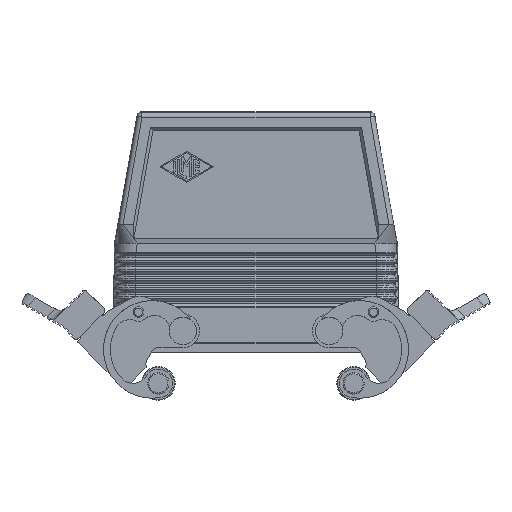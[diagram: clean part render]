
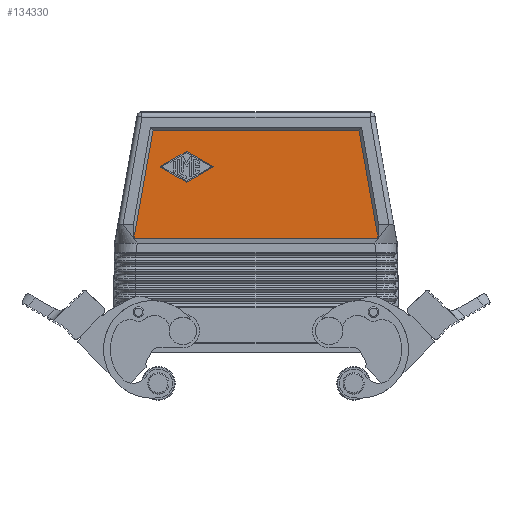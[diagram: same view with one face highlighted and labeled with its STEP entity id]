
A CAD part, left-side view. The second image highlights one B-rep face of the part: STEP entity #134330.
In plain terms, the highlighted planar face has unit normal (-1, 0, 0).
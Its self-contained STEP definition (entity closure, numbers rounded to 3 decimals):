
#132640=CARTESIAN_POINT('',(374.083,50.926,
70.233));
#132650=VERTEX_POINT('',#132640);
#132820=CARTESIAN_POINT('',(374.083,-16.613,
70.233));
#132830=VERTEX_POINT('',#132820);
#132860=CARTESIAN_POINT('',(374.083,44.373,
70.233));
#132870=DIRECTION('',(0.,1.,0.));
#132880=VECTOR('',#132870,1.);
#132890=LINE('',#132860,#132880);
#132900=EDGE_CURVE('',#132830,#132650,#132890,.T.);
#133130=CARTESIAN_POINT('',(374.083,-22.843,
34.87));
#133140=VERTEX_POINT('',#133130);
#133170=CARTESIAN_POINT('',(374.083,-26.831,
12.233));
#133180=DIRECTION('',(0.,0.174,0.985));
#133190=VECTOR('',#133180,1.);
#133200=LINE('',#133170,#133190);
#133210=EDGE_CURVE('',#133140,#132830,#133200,.T.);
#133400=CARTESIAN_POINT('',(374.083,-12.317,
48.893));
#133410=DIRECTION('',(1.,0.,0.));
#133420=DIRECTION('',(0.,1.,0.));
#133430=AXIS2_PLACEMENT_3D('',#133400,#133410,#133420);
#133440=PLANE('',#133430);
#133450=CARTESIAN_POINT('',(374.083,44.373,
34.87));
#133460=DIRECTION('',(-0.,1.,0.));
#133470=VECTOR('',#133460,1.);
#133480=LINE('',#133450,#133470);
#133490=CARTESIAN_POINT('',(374.083,57.156,
34.87));
#133500=VERTEX_POINT('',#133490);
#133510=EDGE_CURVE('',#133140,#133500,#133480,.T.);
#133520=ORIENTED_EDGE('',*,*,#133510,.F.);
#133530=CARTESIAN_POINT('',(374.083,61.144,
12.233));
#133540=DIRECTION('',(0.,-0.174,0.985));
#133550=VECTOR('',#133540,1.);
#133560=LINE('',#133530,#133550);
#133570=EDGE_CURVE('',#133500,#132650,#133560,.T.);
#133580=ORIENTED_EDGE('',*,*,#133570,.F.);
#133590=ORIENTED_EDGE('',*,*,#132900,.T.);
#133600=ORIENTED_EDGE('',*,*,#133210,.T.);
#133610=EDGE_LOOP('',(#133600,#133590,#133580,#133520));
#133620=FACE_OUTER_BOUND('',#133610,.T.);
#133630=CARTESIAN_POINT('',(374.083,39.906,
53.566));
#133640=DIRECTION('',(-1.,0.,0.));
#133650=DIRECTION('',(0.,-1.,0.));
#133660=AXIS2_PLACEMENT_3D('',#133630,#133640,#133650);
#133670=CIRCLE('',#133660,0.333);
#133680=CARTESIAN_POINT('',(374.083,40.072,
53.277));
#133690=VERTEX_POINT('',#133680);
#133700=CARTESIAN_POINT('',(374.083,39.741,
53.277));
#133710=VERTEX_POINT('',#133700);
#133720=EDGE_CURVE('',#133690,#133710,#133670,.T.);
#133730=ORIENTED_EDGE('',*,*,#133720,.F.);
#133740=CARTESIAN_POINT('',(374.083,44.373,
50.63));
#133750=DIRECTION('',(0.,-0.868,0.496));
#133760=VECTOR('',#133750,1.);
#133770=LINE('',#133740,#133760);
#133780=CARTESIAN_POINT('',(374.083,31.324,
58.088));
#133790=VERTEX_POINT('',#133780);
#133800=EDGE_CURVE('',#133710,#133790,#133770,.T.);
#133810=ORIENTED_EDGE('',*,*,#133800,.F.);
#133820=CARTESIAN_POINT('',(374.083,31.407,
58.233));
#133830=DIRECTION('',(-1.,0.,0.));
#133840=DIRECTION('',(0.,-1.,0.));
#133850=AXIS2_PLACEMENT_3D('',#133820,#133830,#133840);
#133860=CIRCLE('',#133850,0.167);
#133870=CARTESIAN_POINT('',(374.083,31.324,
58.377));
#133880=VERTEX_POINT('',#133870);
#133890=EDGE_CURVE('',#133790,#133880,#133860,.T.);
#133900=ORIENTED_EDGE('',*,*,#133890,.F.);
#133910=CARTESIAN_POINT('',(374.083,44.373,
65.836));
#133920=DIRECTION('',(0.,0.868,0.496));
#133930=VECTOR('',#133920,1.);
#133940=LINE('',#133910,#133930);
#133950=CARTESIAN_POINT('',(374.083,39.741,
63.188));
#133960=VERTEX_POINT('',#133950);
#133970=EDGE_CURVE('',#133880,#133960,#133940,.T.);
#133980=ORIENTED_EDGE('',*,*,#133970,.F.);
#133990=CARTESIAN_POINT('',(374.083,39.906,
62.899));
#134000=DIRECTION('',(-1.,0.,0.));
#134010=DIRECTION('',(0.,-1.,0.));
#134020=AXIS2_PLACEMENT_3D('',#133990,#134000,#134010);
#134030=CIRCLE('',#134020,0.333);
#134040=CARTESIAN_POINT('',(374.083,40.072,
63.188));
#134050=VERTEX_POINT('',#134040);
#134060=EDGE_CURVE('',#133960,#134050,#134030,.T.);
#134070=ORIENTED_EDGE('',*,*,#134060,.F.);
#134080=CARTESIAN_POINT('',(374.083,44.373,
60.73));
#134090=DIRECTION('',(0.,0.868,-0.496));
#134100=VECTOR('',#134090,1.);
#134110=LINE('',#134080,#134100);
#134120=CARTESIAN_POINT('',(374.083,48.488,
58.377));
#134130=VERTEX_POINT('',#134120);
#134140=EDGE_CURVE('',#134050,#134130,#134110,.T.);
#134150=ORIENTED_EDGE('',*,*,#134140,.F.);
#134160=CARTESIAN_POINT('',(374.083,48.405,
58.233));
#134170=DIRECTION('',(-1.,0.,0.));
#134180=DIRECTION('',(0.,-1.,0.));
#134190=AXIS2_PLACEMENT_3D('',#134160,#134170,#134180);
#134200=CIRCLE('',#134190,0.167);
#134210=CARTESIAN_POINT('',(374.083,48.488,
58.088));
#134220=VERTEX_POINT('',#134210);
#134230=EDGE_CURVE('',#134130,#134220,#134200,.T.);
#134240=ORIENTED_EDGE('',*,*,#134230,.F.);
#134250=CARTESIAN_POINT('',(374.083,44.373,
55.735));
#134260=DIRECTION('',(0.,-0.868,-0.496));
#134270=VECTOR('',#134260,1.);
#134280=LINE('',#134250,#134270);
#134290=EDGE_CURVE('',#134220,#133690,#134280,.T.);
#134300=ORIENTED_EDGE('',*,*,#134290,.F.);
#134310=EDGE_LOOP('',(#134300,#134240,#134150,#134070,#133980,#133900,
#133810,#133730));
#134320=FACE_BOUND('',#134310,.T.);
#134330=ADVANCED_FACE('',(#133620,#134320),#133440,.F.);
